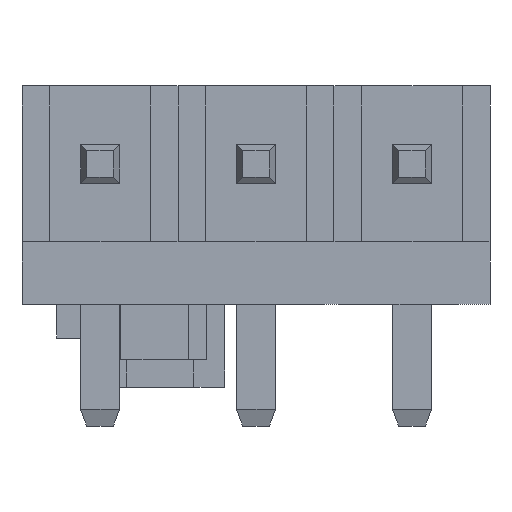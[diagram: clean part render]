
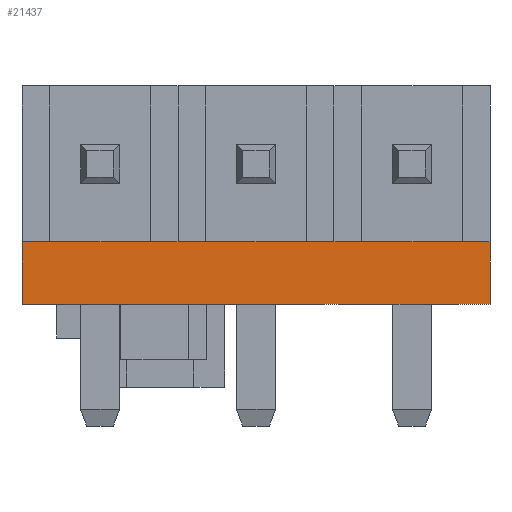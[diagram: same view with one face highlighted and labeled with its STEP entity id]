
A CAD part, front view. The second image highlights one B-rep face of the part: STEP entity #21437.
In plain terms, the highlighted planar face has unit normal (0, -1, 0).
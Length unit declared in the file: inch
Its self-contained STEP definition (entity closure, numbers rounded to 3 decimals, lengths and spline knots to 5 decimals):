
#798 = DIRECTION ( 'NONE',  ( 0., 1., 0. ) ) ;
#800 = CARTESIAN_POINT ( 'NONE',  ( 0., 0., 0. ) ) ;
#1416 = CARTESIAN_POINT ( 'NONE',  ( 0., 0., 0.04 ) ) ;
#1784 = VERTEX_POINT ( 'NONE', #29364 ) ;
#3061 = ORIENTED_EDGE ( 'NONE', *, *, #16849, .F. ) ;
#3592 = DIRECTION ( 'NONE',  ( 1., 0., 0. ) ) ;
#4003 = VECTOR ( 'NONE', #9564, 39.37008 ) ;
#4230 = CARTESIAN_POINT ( 'NONE',  ( 0.3, 0., 0.04 ) ) ;
#4257 = EDGE_CURVE ( 'NONE', #1784, #6310, #6534, .T. ) ;
#6310 = VERTEX_POINT ( 'NONE', #16878 ) ;
#6534 = LINE ( 'NONE', #4230, #25901 ) ;
#7593 = CARTESIAN_POINT ( 'NONE',  ( 0., 0., 0.04 ) ) ;
#9261 = VECTOR ( 'NONE', #24648, 39.37008 ) ;
#9522 = CARTESIAN_POINT ( 'NONE',  ( 0., 0., 0.04 ) ) ;
#9564 = DIRECTION ( 'NONE',  ( 1., 0., 0. ) ) ;
#10297 = LINE ( 'NONE', #19708, #9261 ) ;
#10753 = ORIENTED_EDGE ( 'NONE', *, *, #23114, .T. ) ;
#13147 = LINE ( 'NONE', #1416, #4003 ) ;
#13893 = EDGE_LOOP ( 'NONE', ( #30243, #20090, #3061, #10753 ) ) ;
#16110 = DIRECTION ( 'NONE',  ( 0., 0., -1. ) ) ;
#16849 = EDGE_CURVE ( 'NONE', #17286, #1784, #13147, .T. ) ;
#16878 = CARTESIAN_POINT ( 'NONE',  ( 0.3, 0., 0. ) ) ;
#17031 = LINE ( 'NONE', #26441, #17363 ) ;
#17286 = VERTEX_POINT ( 'NONE', #9522 ) ;
#17363 = VECTOR ( 'NONE', #24136, 39.37008 ) ;
#19708 = CARTESIAN_POINT ( 'NONE',  ( 0., 0., 0.04 ) ) ;
#20090 = ORIENTED_EDGE ( 'NONE', *, *, #4257, .F. ) ;
#20335 = EDGE_CURVE ( 'NONE', #22878, #6310, #17031, .T. ) ;
#21041 = AXIS2_PLACEMENT_3D ( 'NONE', #7593, #798, #3592 ) ;
#21437 = ADVANCED_FACE ( 'NONE', ( #21794 ), #28881, .F. ) ;
#21794 = FACE_OUTER_BOUND ( 'NONE', #13893, .T. ) ;
#22878 = VERTEX_POINT ( 'NONE', #800 ) ;
#23114 = EDGE_CURVE ( 'NONE', #17286, #22878, #10297, .T. ) ;
#24136 = DIRECTION ( 'NONE',  ( 1., 0., 0. ) ) ;
#24648 = DIRECTION ( 'NONE',  ( 0., 0., -1. ) ) ;
#25901 = VECTOR ( 'NONE', #16110, 39.37008 ) ;
#26441 = CARTESIAN_POINT ( 'NONE',  ( 0., 0., 0. ) ) ;
#28881 = PLANE ( 'NONE',  #21041 ) ;
#29364 = CARTESIAN_POINT ( 'NONE',  ( 0.3, 0., 0.04 ) ) ;
#30243 = ORIENTED_EDGE ( 'NONE', *, *, #20335, .T. ) ;
